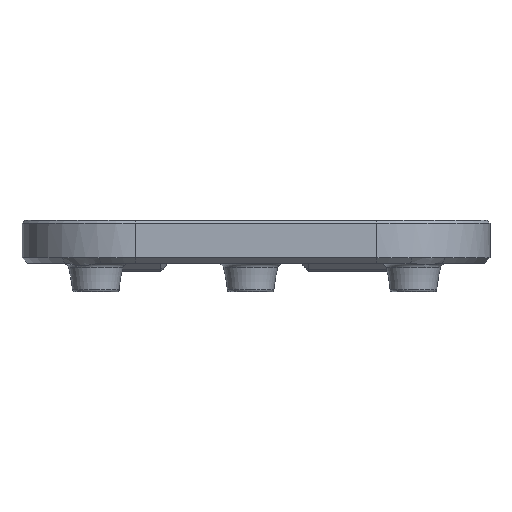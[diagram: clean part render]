
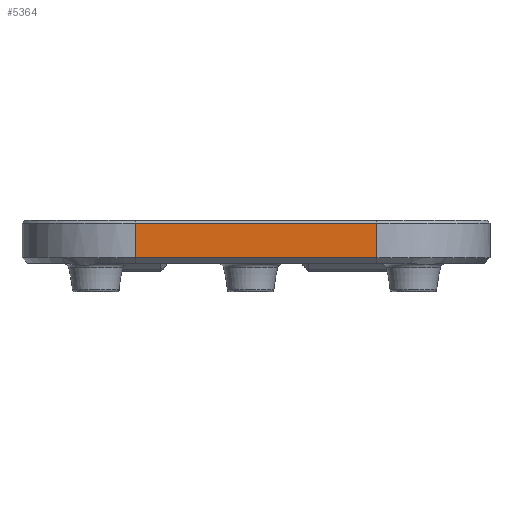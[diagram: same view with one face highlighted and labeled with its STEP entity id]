
A CAD part, front view. The second image highlights one B-rep face of the part: STEP entity #5364.
In plain terms, the highlighted planar face has unit normal (0, -1, 0).
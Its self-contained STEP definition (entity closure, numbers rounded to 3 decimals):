
#209=PLANE('',#5805);
#508=FACE_OUTER_BOUND('',#868,.T.);
#868=EDGE_LOOP('',(#4527,#4528,#4529,#4530));
#1609=LINE('',#8656,#2184);
#1648=LINE('',#8866,#2223);
#1649=LINE('',#8884,#2224);
#1650=LINE('',#8885,#2225);
#2184=VECTOR('',#6862,10.);
#2223=VECTOR('',#6997,10.);
#2224=VECTOR('',#7008,10.);
#2225=VECTOR('',#7009,10.);
#2738=VERTEX_POINT('',#8650);
#2739=VERTEX_POINT('',#8654);
#2770=VERTEX_POINT('',#8865);
#2775=VERTEX_POINT('',#8883);
#3336=EDGE_CURVE('',#2738,#2739,#1609,.T.);
#3396=EDGE_CURVE('',#2739,#2770,#1648,.T.);
#3402=EDGE_CURVE('',#2775,#2738,#1649,.T.);
#3403=EDGE_CURVE('',#2770,#2775,#1650,.T.);
#4527=ORIENTED_EDGE('',*,*,#3336,.F.);
#4528=ORIENTED_EDGE('',*,*,#3402,.F.);
#4529=ORIENTED_EDGE('',*,*,#3403,.F.);
#4530=ORIENTED_EDGE('',*,*,#3396,.F.);
#5364=ADVANCED_FACE('',(#508),#209,.F.);
#5805=AXIS2_PLACEMENT_3D('',#8882,#7006,#7007);
#6862=DIRECTION('',(1.,0.,0.));
#6997=DIRECTION('',(0.,0.,-1.));
#7006=DIRECTION('center_axis',(0.,1.,0.));
#7007=DIRECTION('ref_axis',(0.,0.,1.));
#7008=DIRECTION('',(0.,0.,1.));
#7009=DIRECTION('',(-1.,0.,0.));
#8650=CARTESIAN_POINT('',(79.5,-39.199,-151.1));
#8654=CARTESIAN_POINT('',(122.,-39.199,-151.1));
#8656=CARTESIAN_POINT('',(114.981,-39.199,-151.1));
#8865=CARTESIAN_POINT('',(122.,-39.199,-157.2));
#8866=CARTESIAN_POINT('',(122.,-39.199,-145.8));
#8882=CARTESIAN_POINT('Origin',(153.,-39.199,-145.8));
#8883=CARTESIAN_POINT('',(79.5,-39.199,-157.2));
#8884=CARTESIAN_POINT('',(79.5,-39.199,-145.8));
#8885=CARTESIAN_POINT('',(99.981,-39.199,-157.2));
